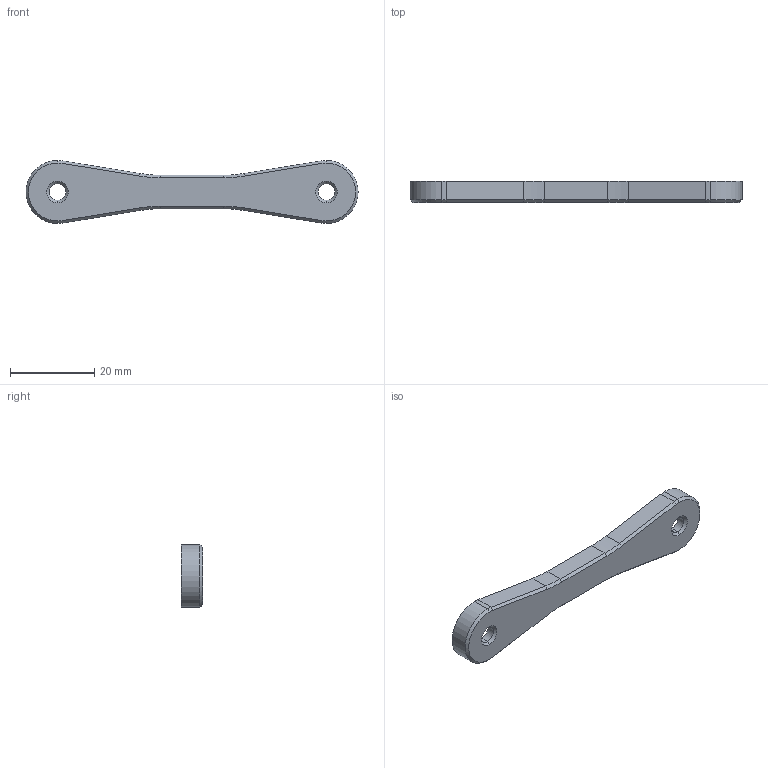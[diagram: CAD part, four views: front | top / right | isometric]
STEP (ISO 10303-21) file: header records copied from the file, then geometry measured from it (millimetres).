
FILE_DESCRIPTION (( 'STEP AP214' ), '1' );
FILE_NAME ('Skeleton-Shoulder Connecting Bone.STEP', '2023-04-30T09:38:04', ( '' ), ( '' ), 'SwSTEP 2.0', 'SolidWorks 2019', '' );
FILE_SCHEMA (( 'AUTOMOTIVE_DESIGN' ));
Length unit declared in the file: millimetre
Products named in the file (1): Skeleton-Shoulder Connecting Bone
Bounding box: 79 x 5 x 15 mm (x, y, z)
Volume: 3559.1 mm3; surface area: 2681.4 mm2
Topology: 1 solids, 1 shells, 52 faces, 120 edges, 72 vertices
Faces by surface type: cone 18, cylinder 18, plane 16
Entity records: 1508 total; most frequent: DIRECTION 280, CARTESIAN_POINT 245, ORIENTED_EDGE 240, EDGE_CURVE 120, AXIS2_PLACEMENT_3D 107, VERTEX_POINT 72, VECTOR 66, LINE 66
